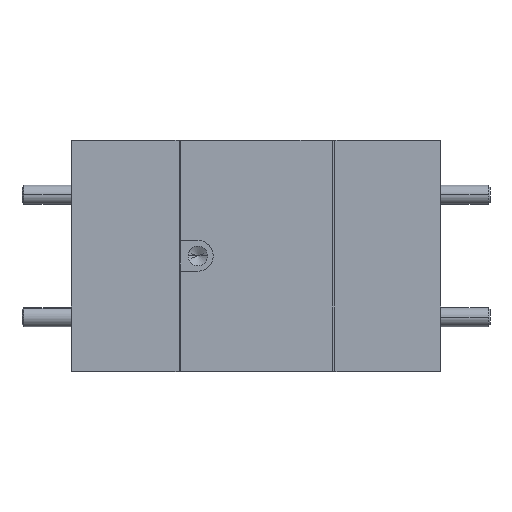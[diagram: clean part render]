
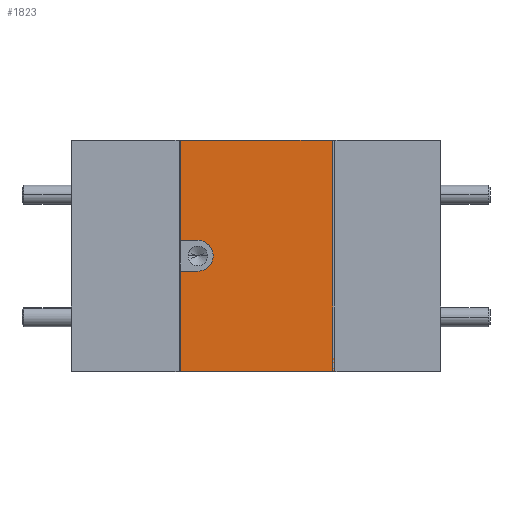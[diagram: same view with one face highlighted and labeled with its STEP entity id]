
A CAD part, top view. The second image highlights one B-rep face of the part: STEP entity #1823.
In plain terms, the highlighted planar face has unit normal (0, 0, 1).
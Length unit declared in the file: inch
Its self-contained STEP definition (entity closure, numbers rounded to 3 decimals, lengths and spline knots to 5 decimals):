
#24 = EDGE_CURVE ( 'NONE', #4963, #7700, #7847, .T. ) ;
#134 = CARTESIAN_POINT ( 'NONE',  ( -0.01864, 0.39214, 0.91567 ) ) ;
#259 = VECTOR ( 'NONE', #6930, 39.37008 ) ;
#278 = EDGE_CURVE ( 'NONE', #10641, #7166, #8215, .T. ) ;
#456 = LINE ( 'NONE', #1844, #7601 ) ;
#591 = DIRECTION ( 'NONE',  ( -1., 0., 0. ) ) ;
#860 = CARTESIAN_POINT ( 'NONE',  ( 0.42436, 0.01714, 0.91567 ) ) ;
#970 = DIRECTION ( 'NONE',  ( 1., 0., 0. ) ) ;
#1435 = CARTESIAN_POINT ( 'NONE',  ( -0.07564, 0.3423, 0.91567 ) ) ;
#1554 = LINE ( 'NONE', #11326, #2817 ) ;
#1586 = DIRECTION ( 'NONE',  ( -1., 0., 0. ) ) ;
#1627 = CARTESIAN_POINT ( 'NONE',  ( 0.42436, 0.76714, 0.91567 ) ) ;
#1667 = CARTESIAN_POINT ( 'NONE',  ( -0.02264, 0.44198, 0.91567 ) ) ;
#1794 = ORIENTED_EDGE ( 'NONE', *, *, #9400, .F. ) ;
#1823 = ADVANCED_FACE ( 'NONE', ( #9326 ), #7825, .F. ) ;
#1844 = CARTESIAN_POINT ( 'NONE',  ( -0.02264, 0.3423, 0.91567 ) ) ;
#1916 = CARTESIAN_POINT ( 'NONE',  ( -0.07564, 0.01714, 0.91567 ) ) ;
#2483 = VERTEX_POINT ( 'NONE', #9003 ) ;
#2817 = VECTOR ( 'NONE', #6000, 39.37008 ) ;
#3018 = DIRECTION ( 'NONE',  ( 0., -1., 0. ) ) ;
#3033 = VERTEX_POINT ( 'NONE', #1667 ) ;
#3056 = CARTESIAN_POINT ( 'NONE',  ( -0.07564, 0.76714, 0.91567 ) ) ;
#3165 = ORIENTED_EDGE ( 'NONE', *, *, #6444, .F. ) ;
#3215 = AXIS2_PLACEMENT_3D ( 'NONE', #4169, #6854, #8662 ) ;
#3564 = ORIENTED_EDGE ( 'NONE', *, *, #24, .T. ) ;
#4169 = CARTESIAN_POINT ( 'NONE',  ( 0.42436, 0.76714, 0.91567 ) ) ;
#4291 = EDGE_CURVE ( 'NONE', #7700, #2483, #1554, .T. ) ;
#4528 = EDGE_CURVE ( 'NONE', #9077, #3033, #8834, .T. ) ;
#4595 = DIRECTION ( 'NONE',  ( -1., 0., 0. ) ) ;
#4682 = VERTEX_POINT ( 'NONE', #860 ) ;
#4963 = VERTEX_POINT ( 'NONE', #8566 ) ;
#5234 = CARTESIAN_POINT ( 'NONE',  ( 0.42436, 0.76714, 0.91567 ) ) ;
#5415 = CARTESIAN_POINT ( 'NONE',  ( -0.02264, 0.3423, 0.91567 ) ) ;
#5601 = ORIENTED_EDGE ( 'NONE', *, *, #7512, .F. ) ;
#5828 = VECTOR ( 'NONE', #3018, 39.37008 ) ;
#6000 = DIRECTION ( 'NONE',  ( 0., -1., 0. ) ) ;
#6317 = AXIS2_PLACEMENT_3D ( 'NONE', #134, #6393, #4595 ) ;
#6393 = DIRECTION ( 'NONE',  ( 0., 0., 1. ) ) ;
#6444 = EDGE_CURVE ( 'NONE', #4963, #4682, #10933, .T. ) ;
#6854 = DIRECTION ( 'NONE',  ( 0., 0., -1. ) ) ;
#6905 = ORIENTED_EDGE ( 'NONE', *, *, #4528, .F. ) ;
#6930 = DIRECTION ( 'NONE',  ( 0., -1., 0. ) ) ;
#7166 = VERTEX_POINT ( 'NONE', #1916 ) ;
#7511 = LINE ( 'NONE', #7701, #11046 ) ;
#7512 = EDGE_CURVE ( 'NONE', #4682, #7166, #7511, .T. ) ;
#7536 = ORIENTED_EDGE ( 'NONE', *, *, #4291, .T. ) ;
#7601 = VECTOR ( 'NONE', #970, 39.37008 ) ;
#7616 = ORIENTED_EDGE ( 'NONE', *, *, #278, .T. ) ;
#7700 = VERTEX_POINT ( 'NONE', #10803 ) ;
#7701 = CARTESIAN_POINT ( 'NONE',  ( 0.42436, 0.01714, 0.91567 ) ) ;
#7825 = PLANE ( 'NONE',  #3215 ) ;
#7847 = LINE ( 'NONE', #1627, #8687 ) ;
#8163 = LINE ( 'NONE', #10515, #11268 ) ;
#8215 = LINE ( 'NONE', #3056, #5828 ) ;
#8566 = CARTESIAN_POINT ( 'NONE',  ( 0.42436, 0.76714, 0.91567 ) ) ;
#8584 = DIRECTION ( 'NONE',  ( -1., 0., 0. ) ) ;
#8593 = ORIENTED_EDGE ( 'NONE', *, *, #9618, .F. ) ;
#8662 = DIRECTION ( 'NONE',  ( 1., 0., 0. ) ) ;
#8687 = VECTOR ( 'NONE', #1586, 39.37008 ) ;
#8834 = CIRCLE ( 'NONE', #6317, 0.05 ) ;
#9003 = CARTESIAN_POINT ( 'NONE',  ( -0.07564, 0.44198, 0.91567 ) ) ;
#9077 = VERTEX_POINT ( 'NONE', #5415 ) ;
#9326 = FACE_OUTER_BOUND ( 'NONE', #9742, .T. ) ;
#9400 = EDGE_CURVE ( 'NONE', #3033, #2483, #8163, .T. ) ;
#9618 = EDGE_CURVE ( 'NONE', #10641, #9077, #456, .T. ) ;
#9742 = EDGE_LOOP ( 'NONE', ( #7536, #1794, #6905, #8593, #7616, #5601, #3165, #3564 ) ) ;
#10515 = CARTESIAN_POINT ( 'NONE',  ( -0.02264, 0.44198, 0.91567 ) ) ;
#10641 = VERTEX_POINT ( 'NONE', #1435 ) ;
#10803 = CARTESIAN_POINT ( 'NONE',  ( -0.07564, 0.76714, 0.91567 ) ) ;
#10933 = LINE ( 'NONE', #5234, #259 ) ;
#11046 = VECTOR ( 'NONE', #8584, 39.37008 ) ;
#11268 = VECTOR ( 'NONE', #591, 39.37008 ) ;
#11326 = CARTESIAN_POINT ( 'NONE',  ( -0.07564, 0.76714, 0.91567 ) ) ;
